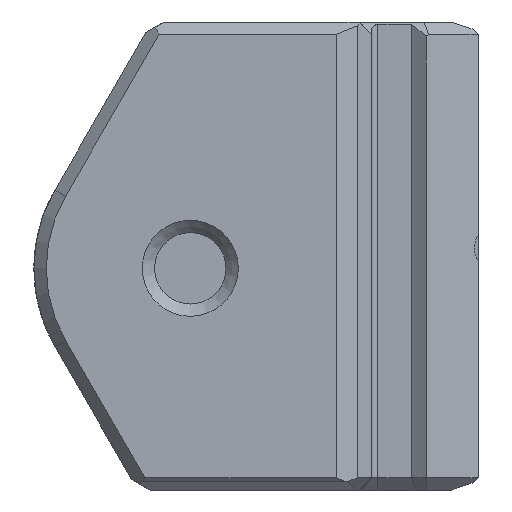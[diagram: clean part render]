
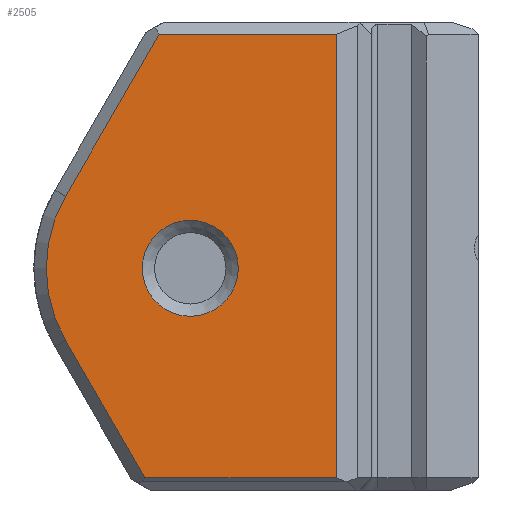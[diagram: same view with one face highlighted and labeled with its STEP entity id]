
A CAD part, left-side view. The second image highlights one B-rep face of the part: STEP entity #2505.
In plain terms, the highlighted planar face has unit normal (-1, 0, 0).
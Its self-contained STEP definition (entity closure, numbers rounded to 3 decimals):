
#88=FACE_BOUND('',#485,.T.);
#101=CIRCLE('',#2705,5.85);
#102=CIRCLE('',#2708,1.95);
#210=PLANE('',#2707);
#345=FACE_OUTER_BOUND('',#484,.T.);
#484=EDGE_LOOP('',(#2334,#2335,#2336,#2337,#2338,#2339));
#485=EDGE_LOOP('',(#2340));
#552=LINE('',#3638,#831);
#556=LINE('',#3645,#835);
#601=LINE('',#3759,#880);
#732=LINE('',#4215,#1011);
#785=LINE('',#4330,#1064);
#831=VECTOR('',#2865,10.);
#835=VECTOR('',#2871,10.);
#880=VECTOR('',#2940,10.);
#1011=VECTOR('',#3219,10.);
#1064=VECTOR('',#3354,10.);
#1136=VERTEX_POINT('',#3635);
#1137=VERTEX_POINT('',#3637);
#1139=VERTEX_POINT('',#3643);
#1181=VERTEX_POINT('',#3757);
#1271=VERTEX_POINT('',#4213);
#1288=VERTEX_POINT('',#4325);
#1289=VERTEX_POINT('',#4332);
#1374=EDGE_CURVE('',#1136,#1137,#552,.T.);
#1378=EDGE_CURVE('',#1139,#1136,#556,.T.);
#1430=EDGE_CURVE('',#1181,#1139,#601,.T.);
#1587=EDGE_CURVE('',#1271,#1181,#732,.T.);
#1642=EDGE_CURVE('',#1137,#1288,#101,.T.);
#1643=EDGE_CURVE('',#1288,#1271,#785,.T.);
#1644=EDGE_CURVE('',#1289,#1289,#102,.T.);
#2334=ORIENTED_EDGE('',*,*,#1430,.F.);
#2335=ORIENTED_EDGE('',*,*,#1587,.F.);
#2336=ORIENTED_EDGE('',*,*,#1643,.F.);
#2337=ORIENTED_EDGE('',*,*,#1642,.F.);
#2338=ORIENTED_EDGE('',*,*,#1374,.F.);
#2339=ORIENTED_EDGE('',*,*,#1378,.F.);
#2340=ORIENTED_EDGE('',*,*,#1644,.F.);
#2505=ADVANCED_FACE('',(#345,#88),#210,.F.);
#2705=AXIS2_PLACEMENT_3D('',#4328,#3350,#3351);
#2707=AXIS2_PLACEMENT_3D('',#4331,#3355,#3356);
#2708=AXIS2_PLACEMENT_3D('',#4333,#3357,#3358);
#2865=DIRECTION('',(0.,0.5,0.866));
#2871=DIRECTION('',(0.,1.,0.));
#2940=DIRECTION('',(0.,0.,-1.));
#3219=DIRECTION('',(0.,-1.,0.));
#3350=DIRECTION('center_axis',(1.,0.,0.));
#3351=DIRECTION('ref_axis',(0.,0.,1.));
#3354=DIRECTION('',(0.,-0.5,0.866));
#3355=DIRECTION('center_axis',(1.,0.,0.));
#3356=DIRECTION('ref_axis',(0.,1.,0.));
#3357=DIRECTION('center_axis',(-1.,0.,0.));
#3358=DIRECTION('ref_axis',(0.,0.,1.));
#3635=CARTESIAN_POINT('',(-9.3,16.698,-99.5));
#3637=CARTESIAN_POINT('',(-9.3,19.916,-93.925));
#3638=CARTESIAN_POINT('',(-9.3,19.829,-94.076));
#3643=CARTESIAN_POINT('',(-9.3,8.926,-99.5));
#3645=CARTESIAN_POINT('',(-9.3,12.204,-99.5));
#3757=CARTESIAN_POINT('',(-9.3,8.926,-81.5));
#3759=CARTESIAN_POINT('',(-9.3,8.926,26.79));
#4213=CARTESIAN_POINT('',(-9.3,16.12,-81.5));
#4215=CARTESIAN_POINT('',(-9.3,16.709,-81.5));
#4325=CARTESIAN_POINT('',(-9.3,19.916,-88.075));
#4328=CARTESIAN_POINT('Origin',(-9.3,14.85,-91.));
#4330=CARTESIAN_POINT('',(-9.3,18.113,-84.952));
#4331=CARTESIAN_POINT('Origin',(-9.3,14.014,-90.92));
#4332=CARTESIAN_POINT('',(-9.3,14.85,-92.95));
#4333=CARTESIAN_POINT('Origin',(-9.3,14.85,-91.));
